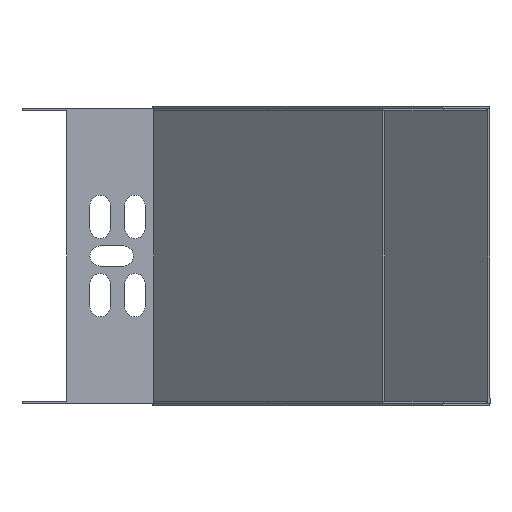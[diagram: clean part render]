
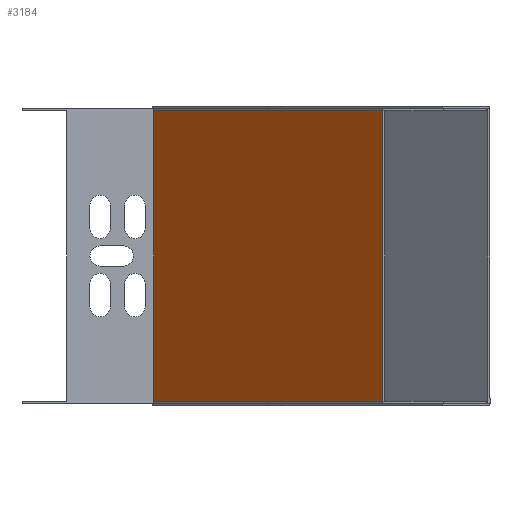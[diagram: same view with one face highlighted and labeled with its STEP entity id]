
A CAD part, front view. The second image highlights one B-rep face of the part: STEP entity #3184.
In plain terms, the highlighted planar face has unit normal (-0.707, -0.707, 0).
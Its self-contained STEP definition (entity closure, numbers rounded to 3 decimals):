
#19 = VERTEX_POINT ( 'NONE', #1556 ) ;
#62 = VERTEX_POINT ( 'NONE', #3648 ) ;
#117 = VECTOR ( 'NONE', #150, 1000. ) ;
#150 = DIRECTION ( 'NONE',  ( 0.707, -0.707, 0. ) ) ;
#156 = VERTEX_POINT ( 'NONE', #2863 ) ;
#219 = CARTESIAN_POINT ( 'NONE',  ( -11.442, -39.734, 70.829 ) ) ;
#271 = VERTEX_POINT ( 'NONE', #1583 ) ;
#426 = DIRECTION ( 'NONE',  ( 0., 0., -1. ) ) ;
#568 = VECTOR ( 'NONE', #2001, 1000. ) ;
#780 = DIRECTION ( 'NONE',  ( -0.707, -0.707, 0. ) ) ;
#795 = VERTEX_POINT ( 'NONE', #838 ) ;
#796 = CARTESIAN_POINT ( 'NONE',  ( 27.979, -79.156, 170.829 ) ) ;
#838 = CARTESIAN_POINT ( 'NONE',  ( -50.86, -0.316, 170.829 ) ) ;
#976 = LINE ( 'NONE', #2003, #117 ) ;
#1103 = VECTOR ( 'NONE', #3840, 1000. ) ;
#1319 = CARTESIAN_POINT ( 'NONE',  ( -50.86, -0.316, 170.829 ) ) ;
#1346 = DIRECTION ( 'NONE',  ( -0.707, 0.707, 0. ) ) ;
#1490 = FACE_OUTER_BOUND ( 'NONE', #2223, .T. ) ;
#1556 = CARTESIAN_POINT ( 'NONE',  ( -50.86, -0.316, 70.829 ) ) ;
#1583 = CARTESIAN_POINT ( 'NONE',  ( -11.442, -39.734, 170.829 ) ) ;
#1767 = LINE ( 'NONE', #3138, #2655 ) ;
#1839 = ORIENTED_EDGE ( 'NONE', *, *, #3074, .F. ) ;
#1946 = VECTOR ( 'NONE', #3725, 1000. ) ;
#1974 = CARTESIAN_POINT ( 'NONE',  ( 27.979, -79.156, 170.829 ) ) ;
#1987 = PLANE ( 'NONE',  #3564 ) ;
#2001 = DIRECTION ( 'NONE',  ( -0.707, 0.707, 0. ) ) ;
#2003 = CARTESIAN_POINT ( 'NONE',  ( 27.979, -79.156, 70.829 ) ) ;
#2031 = CARTESIAN_POINT ( 'NONE',  ( -50.86, -0.316, 170.829 ) ) ;
#2223 = EDGE_LOOP ( 'NONE', ( #1839, #2535, #2726, #2862, #3349, #3825 ) ) ;
#2385 = LINE ( 'NONE', #2856, #3156 ) ;
#2535 = ORIENTED_EDGE ( 'NONE', *, *, #3137, .F. ) ;
#2655 = VECTOR ( 'NONE', #1346, 1000. ) ;
#2726 = ORIENTED_EDGE ( 'NONE', *, *, #3210, .T. ) ;
#2771 = VERTEX_POINT ( 'NONE', #219 ) ;
#2856 = CARTESIAN_POINT ( 'NONE',  ( 27.976, -79.153, 170.829 ) ) ;
#2862 = ORIENTED_EDGE ( 'NONE', *, *, #3271, .T. ) ;
#2863 = CARTESIAN_POINT ( 'NONE',  ( 27.976, -79.153, 170.829 ) ) ;
#2878 = LINE ( 'NONE', #796, #568 ) ;
#2883 = DIRECTION ( 'NONE',  ( 0.707, -0.707, 0. ) ) ;
#3018 = EDGE_CURVE ( 'NONE', #795, #19, #3550, .T. ) ;
#3074 = EDGE_CURVE ( 'NONE', #62, #2771, #1767, .T. ) ;
#3137 = EDGE_CURVE ( 'NONE', #156, #62, #2385, .T. ) ;
#3138 = CARTESIAN_POINT ( 'NONE',  ( 27.979, -79.156, 70.829 ) ) ;
#3156 = VECTOR ( 'NONE', #426, 1000. ) ;
#3184 = ADVANCED_FACE ( 'NONE', ( #1490 ), #1987, .T. ) ;
#3210 = EDGE_CURVE ( 'NONE', #156, #271, #2878, .T. ) ;
#3271 = EDGE_CURVE ( 'NONE', #271, #795, #3608, .T. ) ;
#3349 = ORIENTED_EDGE ( 'NONE', *, *, #3018, .T. ) ;
#3353 = EDGE_CURVE ( 'NONE', #19, #2771, #976, .T. ) ;
#3550 = LINE ( 'NONE', #1319, #1946 ) ;
#3564 = AXIS2_PLACEMENT_3D ( 'NONE', #1974, #780, #2883 ) ;
#3608 = LINE ( 'NONE', #2031, #1103 ) ;
#3648 = CARTESIAN_POINT ( 'NONE',  ( 27.976, -79.153, 70.829 ) ) ;
#3725 = DIRECTION ( 'NONE',  ( 0., 0., -1. ) ) ;
#3825 = ORIENTED_EDGE ( 'NONE', *, *, #3353, .T. ) ;
#3840 = DIRECTION ( 'NONE',  ( -0.707, 0.707, 0. ) ) ;
